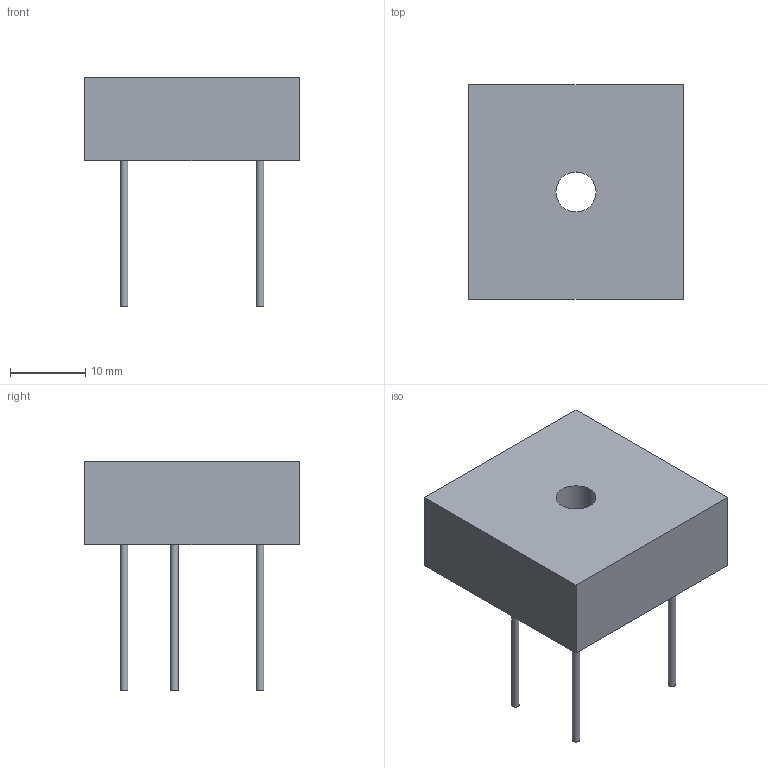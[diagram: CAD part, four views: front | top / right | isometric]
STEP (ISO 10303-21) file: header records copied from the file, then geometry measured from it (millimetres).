
FILE_DESCRIPTION(('FreeCAD Model'),'2;1');
FILE_NAME('Open CASCADE Shape Model','2021-08-19T02:33:13',( 'kicad StepUp'),('ksu MCAD'),'Open CASCADE STEP processor 7.5', 'FreeCAD','Unknown');
FILE_SCHEMA(('AUTOMOTIVE_DESIGN { 1 0 10303 214 1 1 1 1 }'));
Length unit declared in the file: millimetre
Products named in the file (1): Diode_Bridge_GeneSiC_KBPC_W
Bounding box: 28.55 x 28.55 x 30.5 mm (x, y, z)
Volume: 8192.8 mm3; surface area: 3426.7 mm2
Topology: 1 solids, 1 shells, 22 faces, 42 edges, 28 vertices
Faces by surface type: plane 16, cylinder 6
Full cylindrical faces by diameter (mm): 1.02 x4, 5.335 x1, 6.335 x1
Entity records: 649 total; most frequent: DIRECTION 100, CARTESIAN_POINT 93, ORIENTED_EDGE 84, EDGE_CURVE 42, AXIS2_PLACEMENT_3D 35, FACE_BOUND 30, EDGE_LOOP 30, LINE 30
